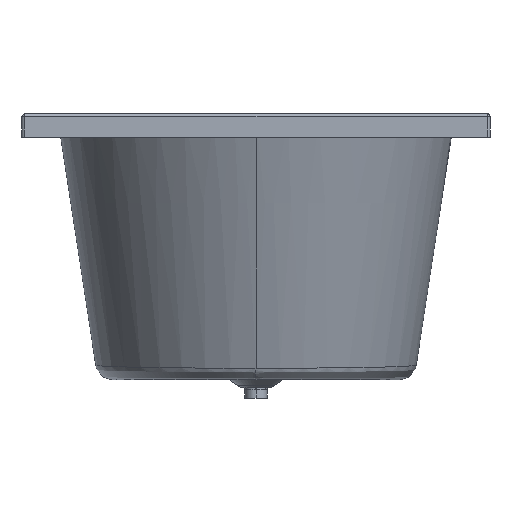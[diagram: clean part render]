
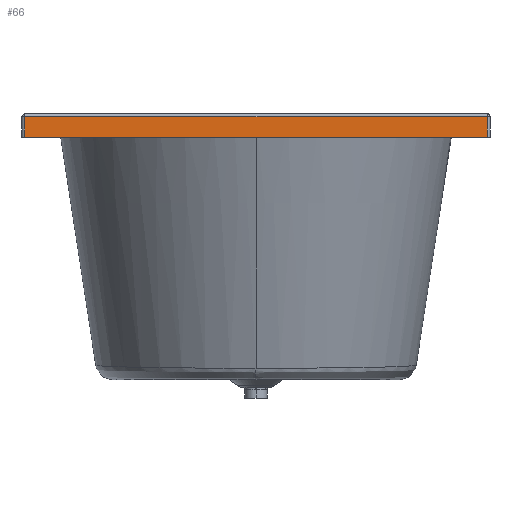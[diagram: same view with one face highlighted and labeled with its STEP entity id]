
A CAD part, left-side view. The second image highlights one B-rep face of the part: STEP entity #66.
In plain terms, the highlighted planar face has unit normal (-1, 0, 0).
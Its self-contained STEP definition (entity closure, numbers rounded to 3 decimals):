
#66=ADVANCED_FACE('',(#136),#1050,.T.);
#136=FACE_OUTER_BOUND('',#208,.T.);
#208=EDGE_LOOP('',(#318,#319,#320,#321));
#318=ORIENTED_EDGE('',*,*,#609,.T.);
#319=ORIENTED_EDGE('',*,*,#610,.T.);
#320=ORIENTED_EDGE('',*,*,#611,.T.);
#321=ORIENTED_EDGE('',*,*,#612,.T.);
#609=EDGE_CURVE('',#934,#935,#834,.T.);
#610=EDGE_CURVE('',#935,#936,#835,.T.);
#611=EDGE_CURVE('',#936,#937,#836,.T.);
#612=EDGE_CURVE('',#937,#934,#837,.T.);
#834=B_SPLINE_CURVE_WITH_KNOTS('',1,(#22903,#22904),.UNSPECIFIED.,.F.,.F.,
(2,2),(0.,790.),.UNSPECIFIED.);
#835=B_SPLINE_CURVE_WITH_KNOTS('',1,(#22905,#22906),.UNSPECIFIED.,.F.,.F.,
(2,2),(0.,35.),.UNSPECIFIED.);
#836=B_SPLINE_CURVE_WITH_KNOTS('',1,(#22907,#22908),.UNSPECIFIED.,.F.,.F.,
(2,2),(0.,790.),.UNSPECIFIED.);
#837=B_SPLINE_CURVE_WITH_KNOTS('',1,(#22909,#22910),.UNSPECIFIED.,.F.,.F.,
(2,2),(0.,35.),.UNSPECIFIED.);
#934=VERTEX_POINT('',#21650);
#935=VERTEX_POINT('',#21651);
#936=VERTEX_POINT('',#21652);
#937=VERTEX_POINT('',#21653);
#1050=PLANE('',#1102);
#1102=AXIS2_PLACEMENT_3D('',#2199,#1123,$);
#1123=DIRECTION('',(-1.,0.,0.));
#2199=CARTESIAN_POINT('',(-888.072,402.906,555.258));
#21650=CARTESIAN_POINT('',(-888.072,-426.594,592.008));
#21651=CARTESIAN_POINT('',(-888.072,363.406,592.008));
#21652=CARTESIAN_POINT('',(-888.072,363.406,557.008));
#21653=CARTESIAN_POINT('',(-888.072,-426.594,557.008));
#22903=CARTESIAN_POINT('',(-888.072,-426.594,592.008));
#22904=CARTESIAN_POINT('',(-888.072,363.406,592.008));
#22905=CARTESIAN_POINT('',(-888.072,363.406,592.008));
#22906=CARTESIAN_POINT('',(-888.072,363.406,557.008));
#22907=CARTESIAN_POINT('',(-888.072,363.406,557.008));
#22908=CARTESIAN_POINT('',(-888.072,-426.594,557.008));
#22909=CARTESIAN_POINT('',(-888.072,-426.594,557.008));
#22910=CARTESIAN_POINT('',(-888.072,-426.594,592.008));
